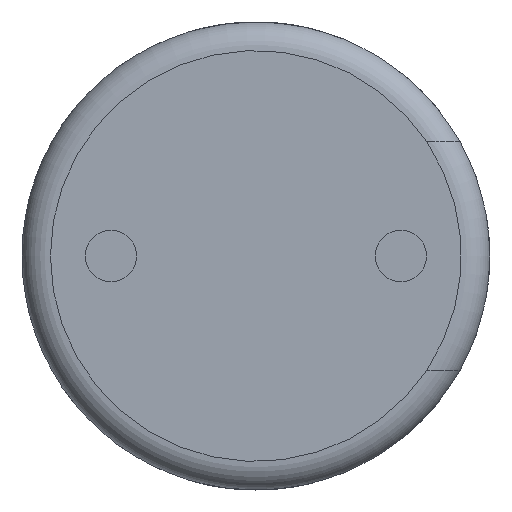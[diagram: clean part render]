
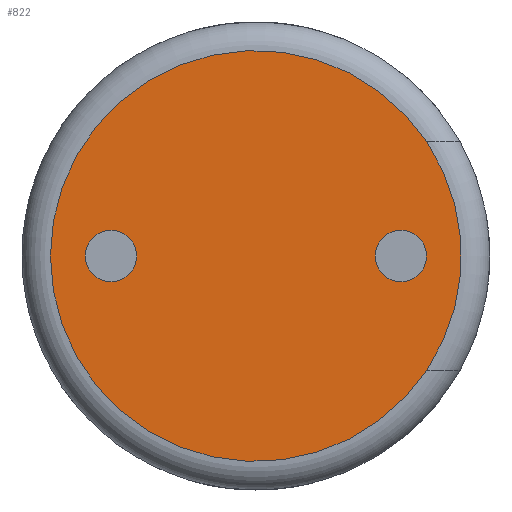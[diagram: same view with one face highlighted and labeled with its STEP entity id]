
A CAD part, front view. The second image highlights one B-rep face of the part: STEP entity #822.
In plain terms, the highlighted planar face has unit normal (0, -1, 0).
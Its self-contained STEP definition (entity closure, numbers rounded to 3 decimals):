
#15=PLANE('',#912);
#65=FACE_BOUND('',#181,.T.);
#66=FACE_BOUND('',#182,.T.);
#134=FACE_OUTER_BOUND('',#180,.T.);
#180=EDGE_LOOP('',(#746,#747));
#181=EDGE_LOOP('',(#748));
#182=EDGE_LOOP('',(#749));
#282=CIRCLE('',#890,1.8);
#293=CIRCLE('',#913,1.8);
#294=CIRCLE('',#914,0.225);
#295=CIRCLE('',#915,0.225);
#392=VERTEX_POINT('',#2202);
#393=VERTEX_POINT('',#2203);
#404=VERTEX_POINT('',#2446);
#405=VERTEX_POINT('',#2448);
#500=EDGE_CURVE('',#392,#393,#282,.F.);
#523=EDGE_CURVE('',#393,#392,#293,.F.);
#524=EDGE_CURVE('',#404,#404,#294,.F.);
#525=EDGE_CURVE('',#405,#405,#295,.F.);
#746=ORIENTED_EDGE('',*,*,#500,.T.);
#747=ORIENTED_EDGE('',*,*,#523,.T.);
#748=ORIENTED_EDGE('',*,*,#524,.F.);
#749=ORIENTED_EDGE('',*,*,#525,.F.);
#822=ADVANCED_FACE('',(#134,#65,#66),#15,.F.);
#890=AXIS2_PLACEMENT_3D('',#2204,#1045,#1046);
#912=AXIS2_PLACEMENT_3D('',#2444,#1091,#1092);
#913=AXIS2_PLACEMENT_3D('',#2445,#1093,#1094);
#914=AXIS2_PLACEMENT_3D('',#2447,#1095,#1096);
#915=AXIS2_PLACEMENT_3D('',#2449,#1097,#1098);
#1045=DIRECTION('center_axis',(0.,1.,0.));
#1046=DIRECTION('ref_axis',(0.,0.,1.));
#1091=DIRECTION('center_axis',(0.,1.,0.));
#1092=DIRECTION('ref_axis',(0.,0.,1.));
#1093=DIRECTION('center_axis',(0.,1.,0.));
#1094=DIRECTION('ref_axis',(0.,0.,1.));
#1095=DIRECTION('center_axis',(0.,1.,0.));
#1096=DIRECTION('ref_axis',(0.,0.,1.));
#1097=DIRECTION('center_axis',(0.,1.,0.));
#1098=DIRECTION('ref_axis',(0.,0.,1.));
#2202=CARTESIAN_POINT('',(1.497,0.,-1.));
#2203=CARTESIAN_POINT('',(1.497,0.,1.));
#2204=CARTESIAN_POINT('Origin',(0.,0.,0.));
#2444=CARTESIAN_POINT('Origin',(0.,0.,0.));
#2445=CARTESIAN_POINT('Origin',(0.,0.,0.));
#2446=CARTESIAN_POINT('',(1.27,0.,-0.225));
#2447=CARTESIAN_POINT('Origin',(1.27,0.,0.));
#2448=CARTESIAN_POINT('',(-1.27,0.,-0.225));
#2449=CARTESIAN_POINT('Origin',(-1.27,0.,0.));
